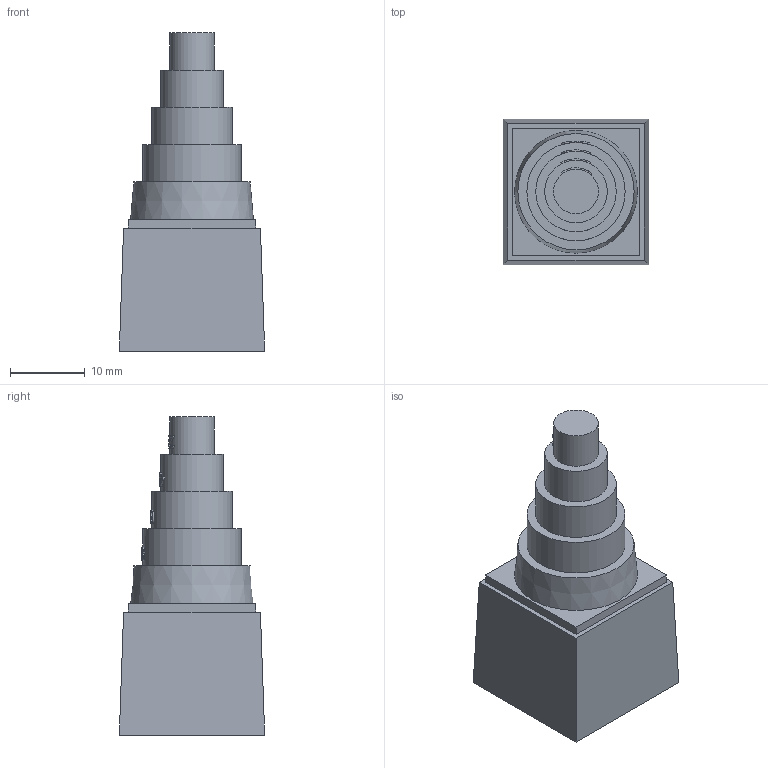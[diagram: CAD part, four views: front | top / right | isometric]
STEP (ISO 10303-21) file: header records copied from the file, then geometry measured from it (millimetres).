
FILE_DESCRIPTION(/* description */ (''),/* implementation_level */ '2;1');
FILE_NAME(/* name */ '28553.4_KDS-DE_K_2-11.stp',/* time_stamp */ '2018-04-17T08:23:34+02:00',/* author */ (''),/* organization */ (''),/* preprocessor_version */ 'ST-DEVELOPER v16',/* originating_system */ 'SIEMENS PLM Software NX 10.0',/* authorisation */ '');
FILE_SCHEMA (('AP203_CONFIGURATION_CONTROLLED_3D_DESIGN_OF_MECHANICAL_PARTS_AND_ASSEMBLIES_MIM_LF { 1 0 10303 403 2 1 2}'));
Length unit declared in the file: millimetre
Products named in the file (1): 28553.4_KDS-DE_K_2-11
Bounding box: 19.51 x 19.51 x 42.7 mm (x, y, z)
Volume: 8842.8 mm3; surface area: 2902 mm2
Topology: 1 solids, 1 shells, 380 faces, 1070 edges, 715 vertices
Faces by surface type: plane 354, cylinder 25, cone 1
Full cylindrical faces by diameter (mm): 6 x1, 8.4 x1, 10.8 x1, 13.2 x1
Entity records: 12518 total; most frequent: CARTESIAN_POINT 3457, ORIENTED_EDGE 2096, DIRECTION 1500, EDGE_CURVE 1048, VERTEX_POINT 702, AXIS2_PLACEMENT_3D 513, LINE 474, VECTOR 474
